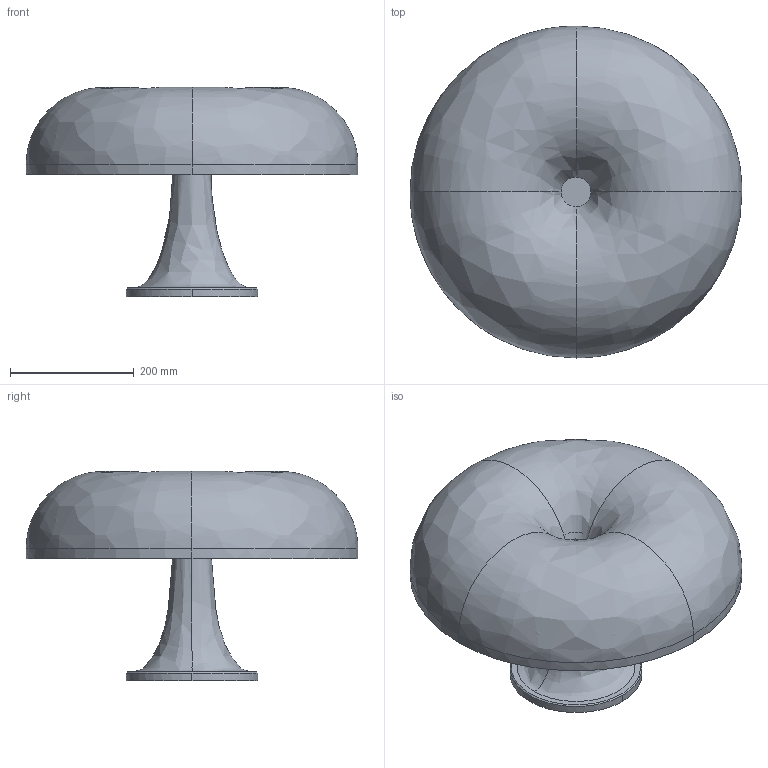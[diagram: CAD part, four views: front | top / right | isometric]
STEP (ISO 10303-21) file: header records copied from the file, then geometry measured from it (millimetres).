
FILE_DESCRIPTION(/* description */ (''),/* implementation_level */ '2;1');
FILE_NAME(/* name */ 'Nesso',/* time_stamp */ '2026-01-21T16:15:54+01:00',/* author */ (''),/* organization */ (''),/* preprocessor_version */ 'ST-DEVELOPER v16.5',/* originating_system */ 'Rhino 7.37',/* authorisation */ '');
FILE_SCHEMA (('AUTOMOTIVE_DESIGN'));
Length unit declared in the file: millimetre
Products named in the file (1): Document
Bounding box: 536 x 536 x 337.82 mm (x, y, z)
Volume: 3346651.7 mm3; surface area: 939227.5 mm2
Topology: 9 solids, 9 shells, 126 faces, 268 edges, 150 vertices
Faces by surface type: bspline 54, cylinder 52, plane 20
Entity records: 4144 total; most frequent: CARTESIAN_POINT 2483, ORIENTED_EDGE 504, EDGE_CURVE 252, VERTEX_POINT 150, EDGE_LOOP 132, ADVANCED_FACE 126, FACE_OUTER_BOUND 126, DIRECTION 76
